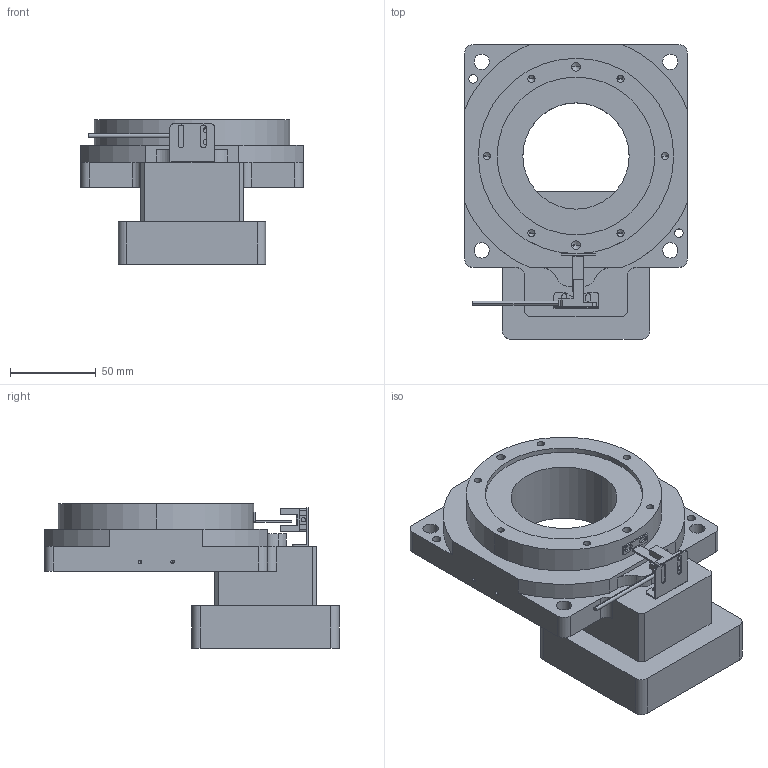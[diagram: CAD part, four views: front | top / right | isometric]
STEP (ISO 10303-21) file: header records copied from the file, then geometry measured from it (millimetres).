
FILE_DESCRIPTION (( 'STEP AP214' ), '1' );
FILE_NAME ('KTN130-10K-14-69.6-73-M5(Åä86²½½ø).STEP', '2022-09-09T06:18:10', ( '' ), ( '' ), 'SwSTEP 2.0', 'SolidWorks 2020', '' );
FILE_SCHEMA (( 'AUTOMOTIVE_DESIGN' ));
Length unit declared in the file: millimetre
Products named in the file (5): 覜茼え1; 覜茼ん盓殤110.130; SX674; KTN130-10K-14-69.6-73-M5(饜86祭輛)
Assembly tree (4 placements, depth 2):
  KTN130-10K-14-69.6-73-M5(饜86祭輛)
    KTN130-10K-14-69.6-73-M5(饜86祭輛)
    SX674
    覜茼ん盓殤110.130
    覜茼え1
Bounding box: 130 x 171.85 x 84.5 mm (x, y, z)
Volume: 624002.8 mm3; surface area: 96621.8 mm2
Topology: 5 solids, 11 shells, 307 faces, 783 edges, 486 vertices
Faces by surface type: cylinder 128, plane 123, cone 56
Entity records: 11420 total; most frequent: CARTESIAN_POINT 1677, DIRECTION 1629, ORIENTED_EDGE 1486, EDGE_CURVE 743, AXIS2_PLACEMENT_3D 582, VERTEX_POINT 486, VECTOR 465, LINE 465
